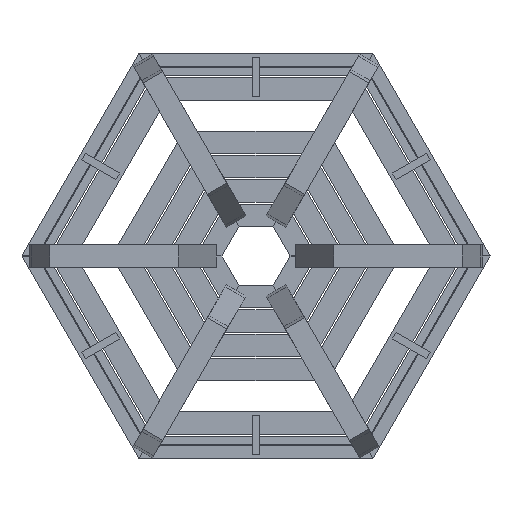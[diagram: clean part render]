
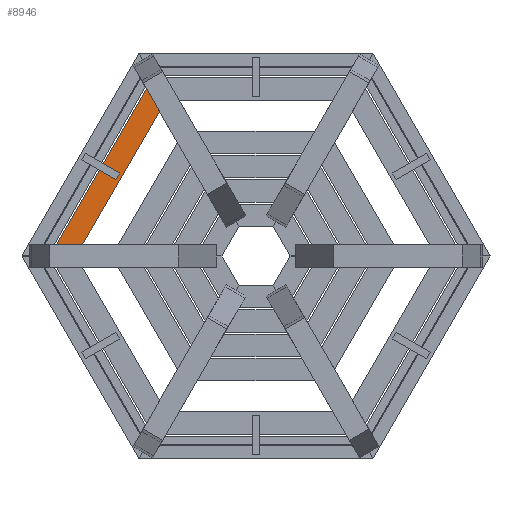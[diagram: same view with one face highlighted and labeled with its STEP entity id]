
A CAD part, front view. The second image highlights one B-rep face of the part: STEP entity #8946.
In plain terms, the highlighted planar face has unit normal (0, -1, 0).
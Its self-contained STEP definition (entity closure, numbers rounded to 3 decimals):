
#246=FACE_OUTER_BOUND('',#798,.T.);
#798=EDGE_LOOP('',(#5717,#5718,#5719,#5720));
#1425=LINE('',#12782,#2529);
#1426=LINE('',#12784,#2530);
#1427=LINE('',#12786,#2531);
#1428=LINE('',#12787,#2532);
#2529=VECTOR('',#10453,10.);
#2530=VECTOR('',#10454,10.);
#2531=VECTOR('',#10455,10.);
#2532=VECTOR('',#10456,10.);
#3589=VERTEX_POINT('',#12780);
#3590=VERTEX_POINT('',#12781);
#3591=VERTEX_POINT('',#12783);
#3592=VERTEX_POINT('',#12785);
#4409=EDGE_CURVE('',#3589,#3590,#1425,.T.);
#4410=EDGE_CURVE('',#3591,#3589,#1426,.T.);
#4411=EDGE_CURVE('',#3592,#3591,#1427,.T.);
#4412=EDGE_CURVE('',#3590,#3592,#1428,.T.);
#5717=ORIENTED_EDGE('',*,*,#4409,.F.);
#5718=ORIENTED_EDGE('',*,*,#4410,.F.);
#5719=ORIENTED_EDGE('',*,*,#4411,.F.);
#5720=ORIENTED_EDGE('',*,*,#4412,.F.);
#7778=PLANE('',#9612);
#8946=ADVANCED_FACE('',(#246),#7778,.F.);
#9612=AXIS2_PLACEMENT_3D('',#12779,#10451,#10452);
#10451=DIRECTION('center_axis',(0.,1.,0.));
#10452=DIRECTION('ref_axis',(0.5,0.,0.866));
#10453=DIRECTION('',(0.5,0.,0.866));
#10454=DIRECTION('',(-1.,0.,0.));
#10455=DIRECTION('',(-0.5,0.,-0.866));
#10456=DIRECTION('',(0.5,0.,-0.866));
#12779=CARTESIAN_POINT('Origin',(8.914,360.701,448.092));
#12780=CARTESIAN_POINT('',(-314.969,360.701,0.));
#12781=CARTESIAN_POINT('',(235.031,360.701,952.628));
#12782=CARTESIAN_POINT('',(-314.969,360.701,0.));
#12783=CARTESIAN_POINT('',(-176.405,360.701,0.));
#12784=CARTESIAN_POINT('',(-176.405,360.701,0.));
#12785=CARTESIAN_POINT('',(304.313,360.701,832.628));
#12786=CARTESIAN_POINT('',(304.313,360.701,832.628));
#12787=CARTESIAN_POINT('',(235.031,360.701,952.628));
